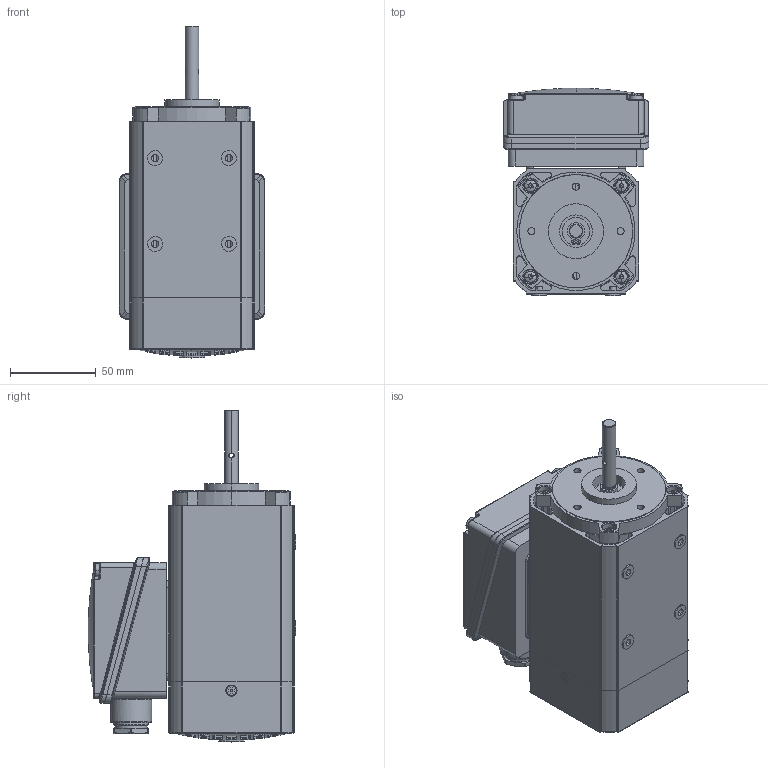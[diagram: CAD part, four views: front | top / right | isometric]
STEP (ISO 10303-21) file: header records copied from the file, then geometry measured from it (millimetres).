
FILE_DESCRIPTION (( 'STEP AP214' ), '1' );
FILE_NAME ('Motor IGL65-40.STEP', '2014-02-03T06:30:38', ( '' ), ( '' ), 'SwSTEP 2.0', 'SolidWorks 2012', '' );
FILE_SCHEMA (( 'AUTOMOTIVE_DESIGN' ));
Length unit declared in the file: millimetre
Products named in the file (1): Motor IGL65-40
Bounding box: 85 x 121 x 193.5 mm (x, y, z)
Surface area: 125303.6 mm2 (no closed solid volume)
Topology: 0 solids, 39 shells, 1040 faces, 3233 edges, 2148 vertices
Faces by surface type: plane 500, cylinder 345, torus 67, cone 48, bspline 41, sphere 39
Entity records: 51473 total; most frequent: CARTESIAN_POINT 11740, DIRECTION 6283, ORIENTED_EDGE 5316, EDGE_CURVE 3213, AXIS2_PLACEMENT_3D 2439, VERTEX_POINT 2148, CIRCLE 1439, LINE 1405
